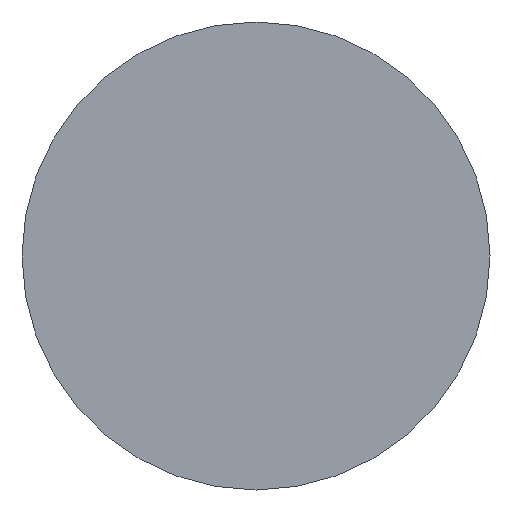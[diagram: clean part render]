
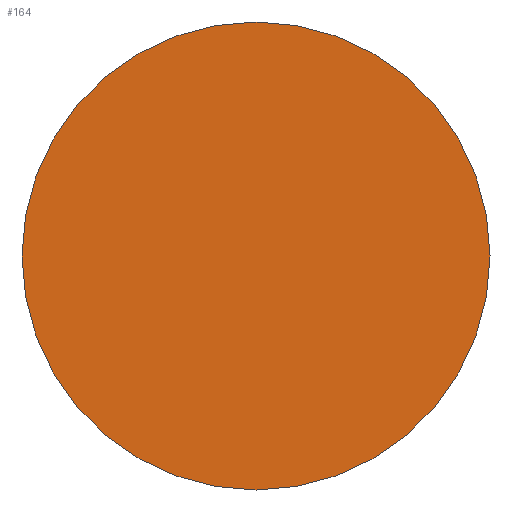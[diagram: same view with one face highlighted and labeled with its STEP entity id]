
A CAD part, front view. The second image highlights one B-rep face of the part: STEP entity #164.
In plain terms, the highlighted planar face has unit normal (0, -1, 0).
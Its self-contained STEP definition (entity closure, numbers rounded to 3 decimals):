
#55=FACE_OUTER_BOUND('',#65,.T.);
#65=EDGE_LOOP('',(#113));
#76=CIRCLE('',#189,13.4);
#78=VERTEX_POINT('',#247);
#92=EDGE_CURVE('',#78,#78,#76,.T.);
#113=ORIENTED_EDGE('',*,*,#92,.F.);
#155=PLANE('',#188);
#164=ADVANCED_FACE('',(#55),#155,.F.);
#188=AXIS2_PLACEMENT_3D('',#246,#202,#203);
#189=AXIS2_PLACEMENT_3D('',#248,#204,#205);
#202=DIRECTION('center_axis',(0.,1.,0.));
#203=DIRECTION('ref_axis',(1.,0.,0.));
#204=DIRECTION('center_axis',(0.,1.,0.));
#205=DIRECTION('ref_axis',(1.,0.,0.));
#246=CARTESIAN_POINT('Origin',(0.,4.,0.));
#247=CARTESIAN_POINT('',(-13.4,4.,0.));
#248=CARTESIAN_POINT('Origin',(0.,4.,0.));
